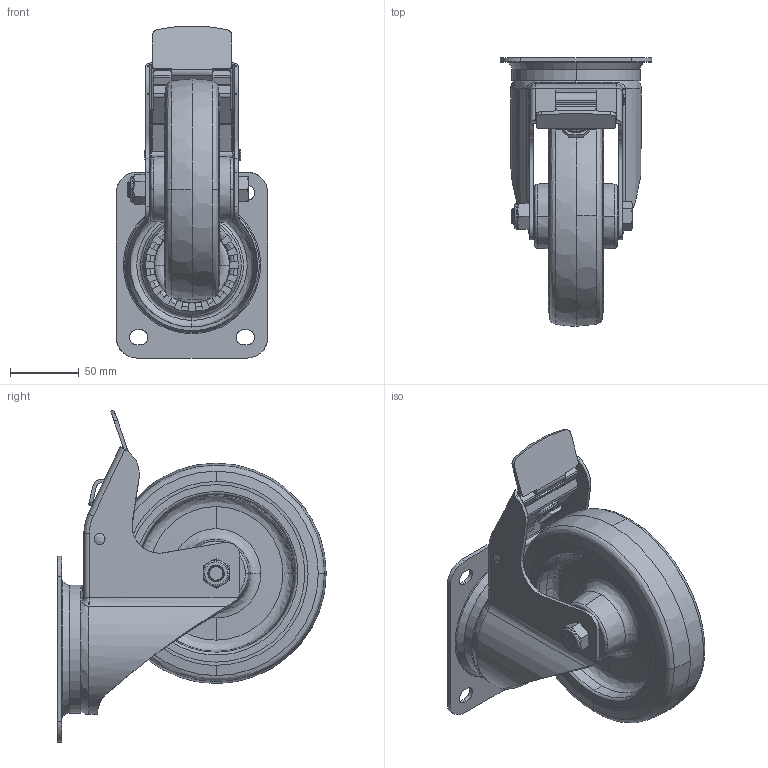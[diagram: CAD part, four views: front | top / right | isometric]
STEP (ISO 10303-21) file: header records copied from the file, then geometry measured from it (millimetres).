
FILE_DESCRIPTION (( 'STEP AP214' ), '1' );
FILE_NAME ('0056732.step', '2024-04-05T09:17:18', ( '' ), ( '' ), 'SwSTEP 2.0', 'SolidWorks 2020', '' );
FILE_SCHEMA (( 'AUTOMOTIVE_DESIGN' ));
Length unit declared in the file: millimetre
Products named in the file (1): 0056732
Bounding box: 110 x 194.98 x 241.19 mm (x, y, z)
Surface area: 195859.6 mm2 (no closed solid volume)
Topology: 0 solids, 4 shells, 1068 faces, 2897 edges, 1846 vertices
Faces by surface type: plane 424, bspline 302, cylinder 247, cone 84, torus 11
Entity records: 72038 total; most frequent: CARTESIAN_POINT 48032, ORIENTED_EDGE 5774, DIRECTION 3612, EDGE_CURVE 2889, VERTEX_POINT 1844, AXIS2_PLACEMENT_3D 1236, VECTOR 1140, LINE 1140
